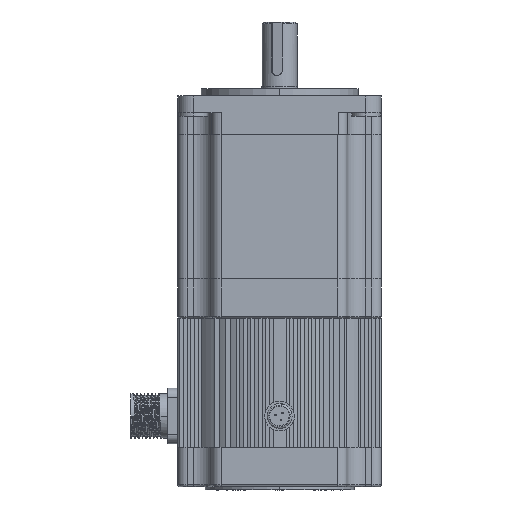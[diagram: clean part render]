
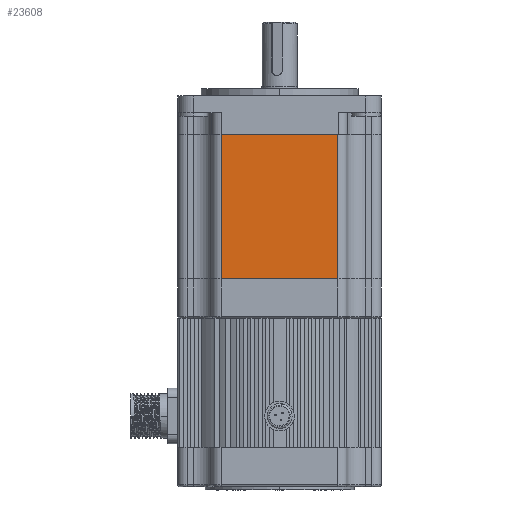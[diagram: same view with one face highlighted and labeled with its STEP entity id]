
A CAD part, left-side view. The second image highlights one B-rep face of the part: STEP entity #23608.
In plain terms, the highlighted planar face has unit normal (-1, 0, 0).
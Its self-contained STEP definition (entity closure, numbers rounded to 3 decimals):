
#1597 = DIRECTION ( 'NONE',  ( 0., -1., 0. ) ) ;
#2005 = CARTESIAN_POINT ( 'NONE',  ( -55., -31.483, 78. ) ) ;
#2032 = EDGE_CURVE ( 'NONE', #26000, #33334, #21298, .T. ) ;
#3457 = VECTOR ( 'NONE', #39676, 1000. ) ;
#3801 = VERTEX_POINT ( 'NONE', #35195 ) ;
#4487 = VECTOR ( 'NONE', #1597, 1000. ) ;
#4796 = ORIENTED_EDGE ( 'NONE', *, *, #34219, .T. ) ;
#8238 = DIRECTION ( 'NONE',  ( 0., 1., 0. ) ) ;
#11364 = LINE ( 'NONE', #27481, #3457 ) ;
#12285 = EDGE_CURVE ( 'NONE', #26000, #3801, #11364, .T. ) ;
#13925 = CARTESIAN_POINT ( 'NONE',  ( -55., 31.483, 78. ) ) ;
#14175 = CARTESIAN_POINT ( 'NONE',  ( -55., -31.483, 78. ) ) ;
#14299 = CARTESIAN_POINT ( 'NONE',  ( -55., -31.483, 78. ) ) ;
#15274 = EDGE_LOOP ( 'NONE', ( #4796, #29122, #33610, #37905 ) ) ;
#17767 = DIRECTION ( 'NONE',  ( 1., 0., 0. ) ) ;
#18405 = DIRECTION ( 'NONE',  ( 0., -1., 0. ) ) ;
#21194 = DIRECTION ( 'NONE',  ( 0., 0., -1. ) ) ;
#21298 = LINE ( 'NONE', #14175, #4487 ) ;
#23274 = LINE ( 'NONE', #24207, #33651 ) ;
#23608 = ADVANCED_FACE ( 'NONE', ( #25964 ), #30272, .F. ) ;
#24207 = CARTESIAN_POINT ( 'NONE',  ( -55., -31.483, 78. ) ) ;
#25964 = FACE_OUTER_BOUND ( 'NONE', #15274, .T. ) ;
#26000 = VERTEX_POINT ( 'NONE', #13925 ) ;
#26458 = VERTEX_POINT ( 'NONE', #31138 ) ;
#27481 = CARTESIAN_POINT ( 'NONE',  ( -55., 31.483, 78. ) ) ;
#27809 = VECTOR ( 'NONE', #18405, 1000. ) ;
#29122 = ORIENTED_EDGE ( 'NONE', *, *, #30623, .F. ) ;
#30272 = PLANE ( 'NONE',  #40787 ) ;
#30623 = EDGE_CURVE ( 'NONE', #33334, #26458, #23274, .T. ) ;
#31138 = CARTESIAN_POINT ( 'NONE',  ( -55., -31.483, 0. ) ) ;
#33334 = VERTEX_POINT ( 'NONE', #2005 ) ;
#33610 = ORIENTED_EDGE ( 'NONE', *, *, #2032, .F. ) ;
#33651 = VECTOR ( 'NONE', #21194, 1000. ) ;
#34219 = EDGE_CURVE ( 'NONE', #3801, #26458, #39713, .T. ) ;
#34523 = CARTESIAN_POINT ( 'NONE',  ( -55., -31.483, 0. ) ) ;
#35195 = CARTESIAN_POINT ( 'NONE',  ( -55., 31.483, 0. ) ) ;
#37905 = ORIENTED_EDGE ( 'NONE', *, *, #12285, .T. ) ;
#39676 = DIRECTION ( 'NONE',  ( 0., 0., -1. ) ) ;
#39713 = LINE ( 'NONE', #34523, #27809 ) ;
#40787 = AXIS2_PLACEMENT_3D ( 'NONE', #14299, #17767, #8238 ) ;
